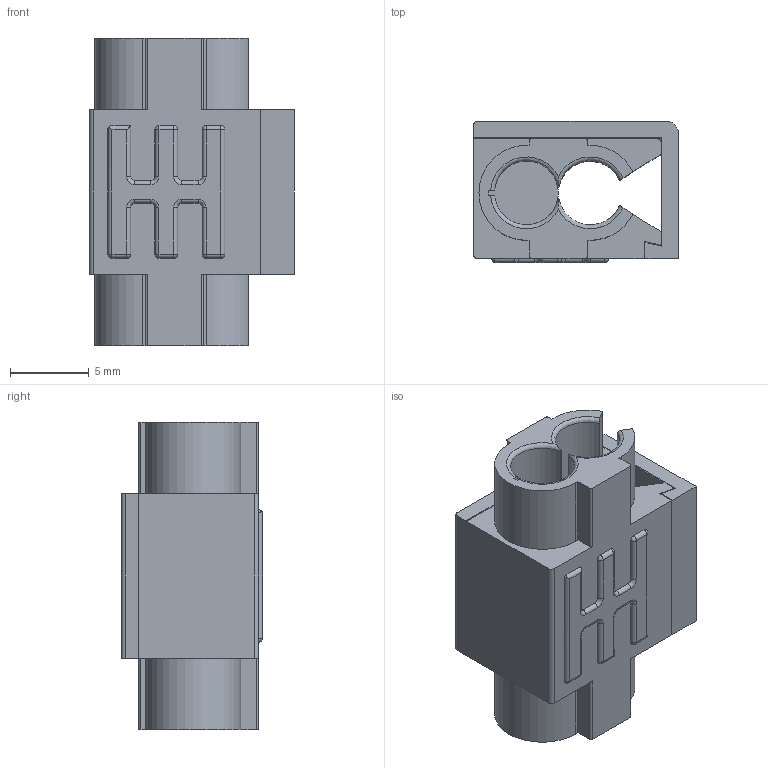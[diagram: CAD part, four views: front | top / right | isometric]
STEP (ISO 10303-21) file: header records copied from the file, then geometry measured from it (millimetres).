
FILE_DESCRIPTION(/* description */ (''),/* implementation_level */ '2;1');
FILE_NAME(/* name */ '18-14 inline splice blue.stp',/* time_stamp */ '2013-07-21T11:36:33-04:00',/* author */ ('Saville'),/* organization */ (''),/* preprocessor_version */ 'ST-DEVELOPER v15.2',/* originating_system */ 'Autodesk Inventor 2014',/* authorisation */ '');
FILE_SCHEMA (('AUTOMOTIVE_DESIGN { 1 0 10303 214 3 1 1 }'));
Length unit declared in the file: inch
Products named in the file (1): Part1
Bounding box: 13.04 x 8.98 x 19.58 mm (x, y, z)
Volume: 1124 mm3; surface area: 1802.6 mm2
Topology: 2 solids, 2 shells, 134 faces, 370 edges, 241 vertices
Faces by surface type: plane 61, cylinder 47, torus 16, sphere 10
Entity records: 4408 total; most frequent: CARTESIAN_POINT 878, DIRECTION 749, ORIENTED_EDGE 740, EDGE_CURVE 370, AXIS2_PLACEMENT_3D 264, VERTEX_POINT 241, LINE 221, VECTOR 221
